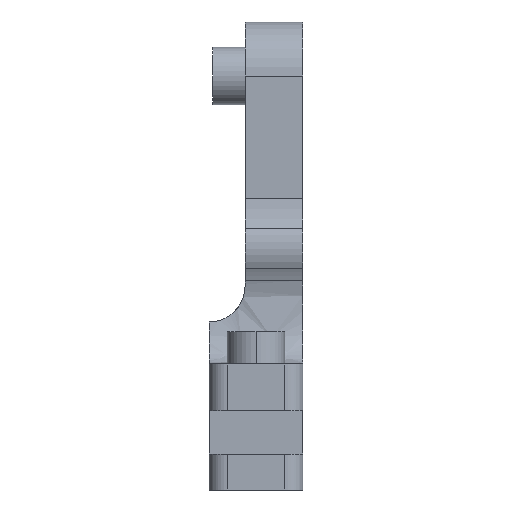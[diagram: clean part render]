
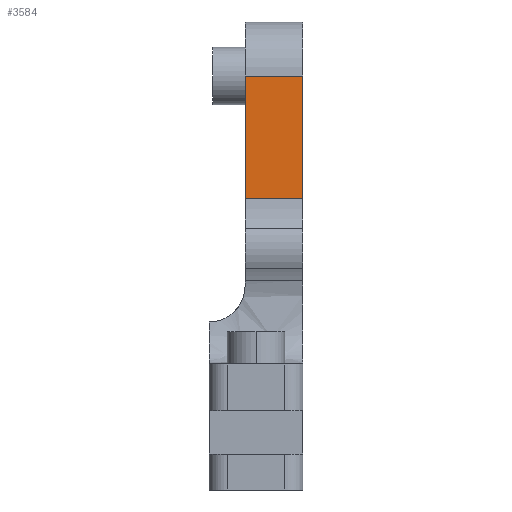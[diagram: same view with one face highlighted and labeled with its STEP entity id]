
A CAD part, left-side view. The second image highlights one B-rep face of the part: STEP entity #3584.
In plain terms, the highlighted planar face has unit normal (-1, 0, 0).
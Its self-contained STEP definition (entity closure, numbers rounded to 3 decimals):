
#46 = CARTESIAN_POINT ( 'NONE',  ( -7.5, 23.546, -16.946 ) ) ;
#77 = ORIENTED_EDGE ( 'NONE', *, *, #3515, .F. ) ;
#96 = CARTESIAN_POINT ( 'NONE',  ( -7.5, 8., 0. ) ) ;
#197 = FACE_OUTER_BOUND ( 'NONE', #688, .T. ) ;
#504 = DIRECTION ( 'NONE',  ( 0., -1., 0. ) ) ;
#528 = DIRECTION ( 'NONE',  ( 0., 0., 1. ) ) ;
#688 = EDGE_LOOP ( 'NONE', ( #726, #1251, #2499, #77 ) ) ;
#726 = ORIENTED_EDGE ( 'NONE', *, *, #3844, .T. ) ;
#1041 = CARTESIAN_POINT ( 'NONE',  ( -7.5, 8., 0. ) ) ;
#1251 = ORIENTED_EDGE ( 'NONE', *, *, #2758, .T. ) ;
#1638 = VECTOR ( 'NONE', #504, 1000. ) ;
#1674 = DIRECTION ( 'NONE',  ( 0., 0., -1. ) ) ;
#1786 = VECTOR ( 'NONE', #3012, 1000. ) ;
#1844 = CARTESIAN_POINT ( 'NONE',  ( -7.5, 8., 0. ) ) ;
#1875 = AXIS2_PLACEMENT_3D ( 'NONE', #2794, #2702, #1674 ) ;
#2039 = PLANE ( 'NONE',  #1875 ) ;
#2180 = LINE ( 'NONE', #46, #1786 ) ;
#2207 = CARTESIAN_POINT ( 'NONE',  ( -7.5, 0., -16.946 ) ) ;
#2499 = ORIENTED_EDGE ( 'NONE', *, *, #2693, .F. ) ;
#2693 = EDGE_CURVE ( 'NONE', #3649, #3765, #3133, .T. ) ;
#2702 = DIRECTION ( 'NONE',  ( 1., 0., 0. ) ) ;
#2758 = EDGE_CURVE ( 'NONE', #3874, #3765, #4518, .T. ) ;
#2794 = CARTESIAN_POINT ( 'NONE',  ( -7.5, 8., 0. ) ) ;
#3012 = DIRECTION ( 'NONE',  ( 0., -1., 0. ) ) ;
#3133 = LINE ( 'NONE', #96, #1638 ) ;
#3330 = CARTESIAN_POINT ( 'NONE',  ( -7.5, 8., -16.946 ) ) ;
#3351 = DIRECTION ( 'NONE',  ( 0., 0., 1. ) ) ;
#3445 = CARTESIAN_POINT ( 'NONE',  ( -7.5, 0., 0. ) ) ;
#3515 = EDGE_CURVE ( 'NONE', #4683, #3649, #3701, .T. ) ;
#3579 = VECTOR ( 'NONE', #528, 1000. ) ;
#3584 = ADVANCED_FACE ( 'NONE', ( #197 ), #2039, .F. ) ;
#3649 = VERTEX_POINT ( 'NONE', #1041 ) ;
#3672 = VECTOR ( 'NONE', #3351, 1000. ) ;
#3701 = LINE ( 'NONE', #1844, #3672 ) ;
#3765 = VERTEX_POINT ( 'NONE', #4330 ) ;
#3844 = EDGE_CURVE ( 'NONE', #4683, #3874, #2180, .T. ) ;
#3874 = VERTEX_POINT ( 'NONE', #2207 ) ;
#4330 = CARTESIAN_POINT ( 'NONE',  ( -7.5, 0., 0. ) ) ;
#4518 = LINE ( 'NONE', #3445, #3579 ) ;
#4683 = VERTEX_POINT ( 'NONE', #3330 ) ;
